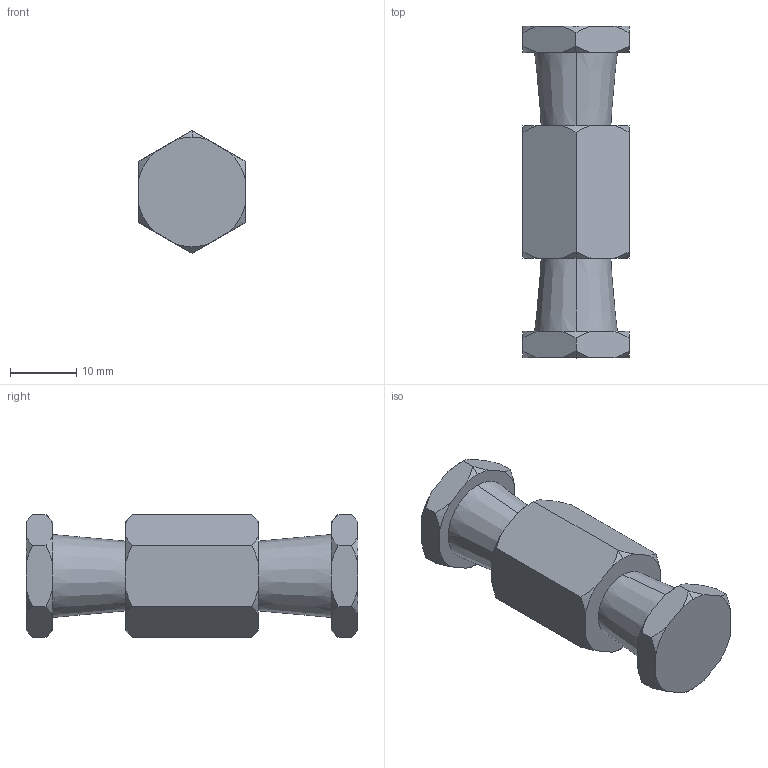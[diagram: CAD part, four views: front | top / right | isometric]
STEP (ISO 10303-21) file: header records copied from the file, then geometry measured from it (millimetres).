
FILE_DESCRIPTION (( 'STEP AP203' ), '1' );
FILE_NAME ('G1170.STEP', '2018-09-26T08:37:59', ( '' ), ( '' ), 'SwSTEP 2.0', 'SolidWorks 2016', '' );
FILE_SCHEMA (( 'CONFIG_CONTROL_DESIGN' ));
Length unit declared in the file: millimetre
Products named in the file (1): G1170
Bounding box: 16 x 50 x 18.48 mm (x, y, z)
Volume: 8475.5 mm3; surface area: 3207.9 mm2
Topology: 1 solids, 1 shells, 70 faces, 186 edges, 122 vertices
Faces by surface type: cone 46, plane 24
Entity records: 2489 total; most frequent: CARTESIAN_POINT 763, ORIENTED_EDGE 372, DIRECTION 306, EDGE_CURVE 186, VERTEX_POINT 122, AXIS2_PLACEMENT_3D 121, EDGE_LOOP 74, B_SPLINE_CURVE_WITH_KNOTS 72
